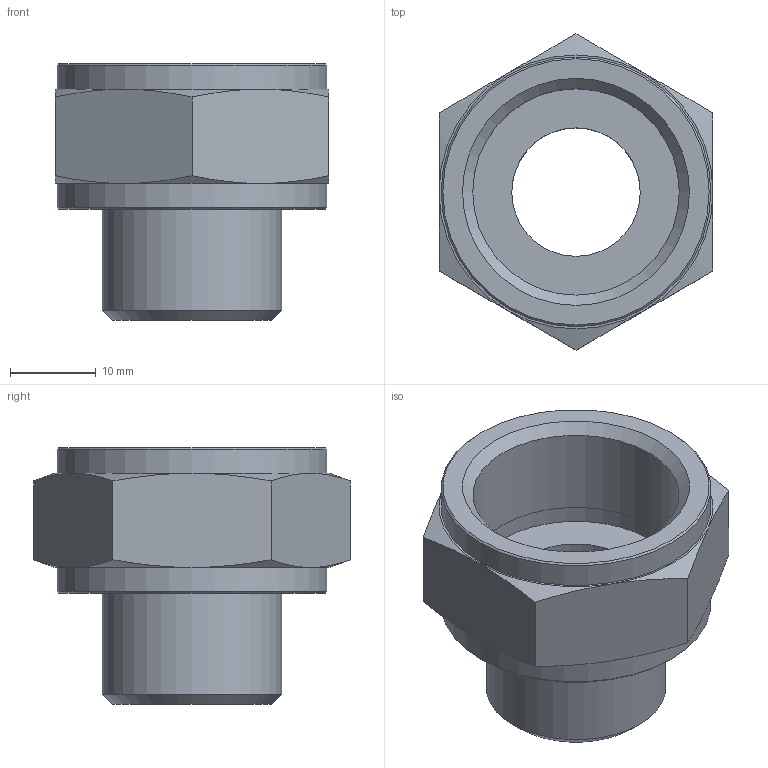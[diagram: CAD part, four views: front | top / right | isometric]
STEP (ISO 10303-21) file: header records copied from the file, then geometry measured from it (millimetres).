
FILE_DESCRIPTION(/* description */ (''),/* implementation_level */ '2;1');
FILE_NAME(/* name */ 'rn_1234_msv.stp',/* time_stamp */ '2019-08-01T14:46:35+02:00',/* author */ ('leitheußer'),/* organization */ (''),/* preprocessor_version */ 'ST-DEVELOPER v15.6',/* originating_system */ 'Autodesk Inventor LT ',/* authorisation */ '');
FILE_SCHEMA (('AUTOMOTIVE_DESIGN { 1 0 10303 214 3 1 1 }'));
Length unit declared in the file: millimetre
Products named in the file (1): 022373
Bounding box: 32 x 36.95 x 30 mm (x, y, z)
Volume: 9680.2 mm3; surface area: 5708.8 mm2
Topology: 1 solids, 1 shells, 34 faces, 72 edges, 44 vertices
Faces by surface type: cone 16, plane 12, cylinder 6
Full cylindrical faces by diameter (mm): 15 x1, 20.955 x1, 24.118 x2, 31.5 x2
Entity records: 1186 total; most frequent: CARTESIAN_POINT 477, DIRECTION 130, ORIENTED_EDGE 114, AXIS2_PLACEMENT_3D 62, EDGE_CURVE 57, EDGE_LOOP 50, VERTEX_POINT 39, STYLED_ITEM 35
